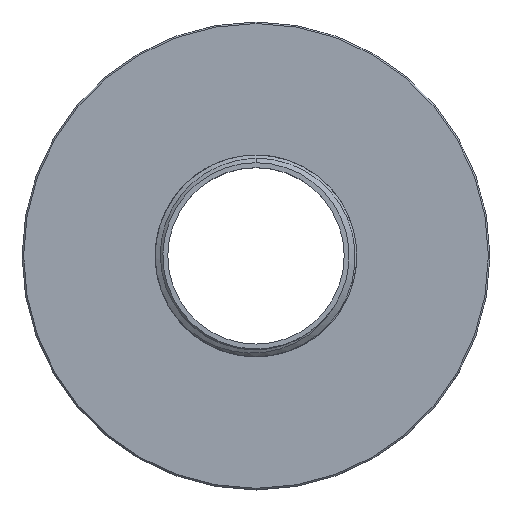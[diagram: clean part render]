
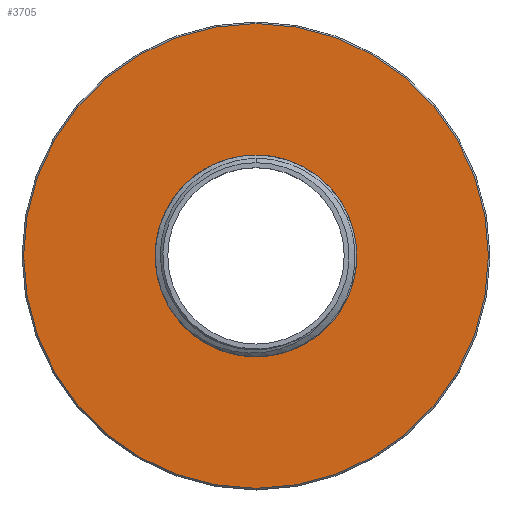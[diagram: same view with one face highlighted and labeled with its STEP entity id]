
A CAD part, top view. The second image highlights one B-rep face of the part: STEP entity #3705.
In plain terms, the highlighted planar face has unit normal (0, 0, 1).
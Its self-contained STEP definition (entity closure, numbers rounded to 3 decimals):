
#752=CARTESIAN_POINT('',(0.,0.,-2.5));
#753=DIRECTION('',(0.,0.,-1.));
#754=DIRECTION('',(0.,-1.,0.));
#755=AXIS2_PLACEMENT_3D('',#752,#753,#754);
#757=CARTESIAN_POINT('',(0.,0.,-2.5));
#758=DIRECTION('',(0.,0.,1.));
#759=DIRECTION('',(0.,-1.,0.));
#760=AXIS2_PLACEMENT_3D('',#757,#758,#759);
#762=CARTESIAN_POINT('',(0.,0.,-2.5));
#763=DIRECTION('',(0.,0.,-1.));
#764=DIRECTION('',(0.,1.,0.));
#765=AXIS2_PLACEMENT_3D('',#762,#763,#764);
#767=CARTESIAN_POINT('',(0.,0.,-2.5));
#768=DIRECTION('',(0.,0.,-1.));
#769=DIRECTION('',(0.,-1.,0.));
#770=AXIS2_PLACEMENT_3D('',#767,#768,#769);
#2988=CARTESIAN_POINT('',(0.,6.072,-2.5));
#2990=VERTEX_POINT('',#2988);
#2991=CARTESIAN_POINT('',(0.,-6.072,-2.5));
#2992=VERTEX_POINT('',#2991);
#3019=CARTESIAN_POINT('',(0.,15.15,-2.5));
#3020=CARTESIAN_POINT('',(0.,-15.15,-2.5));
#3021=VERTEX_POINT('',#3019);
#3022=VERTEX_POINT('',#3020);
#3690=CARTESIAN_POINT('',(0.,0.,-2.5));
#3691=DIRECTION('',(0.,0.,1.));
#3692=DIRECTION('',(0.,1.,0.));
#3693=AXIS2_PLACEMENT_3D('',#3690,#3691,#3692);
#3694=PLANE('',#3693);
#3695=ORIENTED_EDGE('',*,*,#3657,.T.);
#3696=ORIENTED_EDGE('',*,*,#3672,.T.);
#3697=EDGE_LOOP('',(#3695,#3696));
#3698=FACE_OUTER_BOUND('',#3697,.F.);
#3700=ORIENTED_EDGE('',*,*,#3699,.F.);
#3702=ORIENTED_EDGE('',*,*,#3701,.T.);
#3703=EDGE_LOOP('',(#3700,#3702));
#3704=FACE_BOUND('',#3703,.F.);
#3705=ADVANCED_FACE('',(#3698,#3704),#3694,.T.);
#756=CIRCLE('',#755,6.072);
#761=CIRCLE('',#760,6.072);
#766=CIRCLE('',#765,15.15);
#771=CIRCLE('',#770,15.15);
#3657=EDGE_CURVE('',#3021,#3022,#766,.T.);
#3672=EDGE_CURVE('',#3022,#3021,#771,.T.);
#3699=EDGE_CURVE('',#2992,#2990,#756,.T.);
#3701=EDGE_CURVE('',#2992,#2990,#761,.T.);
